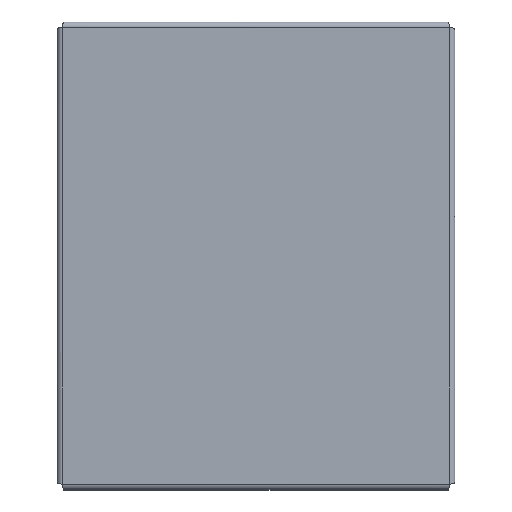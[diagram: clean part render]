
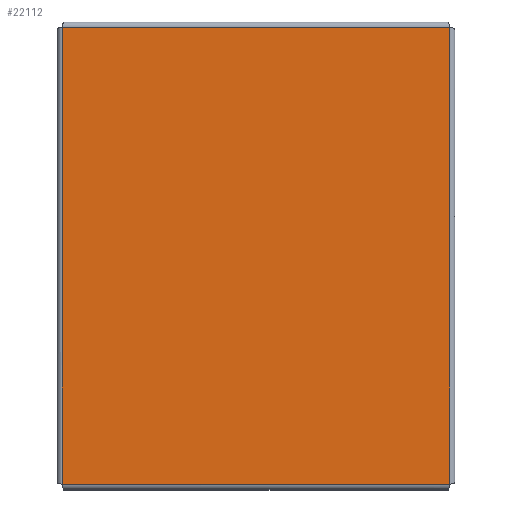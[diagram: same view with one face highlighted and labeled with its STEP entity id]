
A CAD part, top view. The second image highlights one B-rep face of the part: STEP entity #22112.
In plain terms, the highlighted planar face has unit normal (0, 0, 1).
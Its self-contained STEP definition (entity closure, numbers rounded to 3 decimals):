
#1253 = DIRECTION ( 'NONE',  ( -1., 0., 0. ) ) ;
#2209 = EDGE_CURVE ( 'NONE', #17630, #5172, #3229, .T. ) ;
#2527 = VECTOR ( 'NONE', #15184, 1000. ) ;
#3229 = LINE ( 'NONE', #11419, #11950 ) ;
#4386 = LINE ( 'NONE', #10677, #6137 ) ;
#4936 = ORIENTED_EDGE ( 'NONE', *, *, #7597, .T. ) ;
#5172 = VERTEX_POINT ( 'NONE', #20709 ) ;
#5287 = AXIS2_PLACEMENT_3D ( 'NONE', #18067, #12029, #18357 ) ;
#5508 = VERTEX_POINT ( 'NONE', #21070 ) ;
#5902 = ORIENTED_EDGE ( 'NONE', *, *, #16531, .T. ) ;
#6137 = VECTOR ( 'NONE', #19073, 1000. ) ;
#6681 = ORIENTED_EDGE ( 'NONE', *, *, #25018, .T. ) ;
#7551 = ORIENTED_EDGE ( 'NONE', *, *, #2209, .T. ) ;
#7597 = EDGE_CURVE ( 'NONE', #5508, #17630, #23642, .T. ) ;
#9230 = DIRECTION ( 'NONE',  ( 1., 0., 0. ) ) ;
#10677 = CARTESIAN_POINT ( 'NONE',  ( 7.79, -9.19, 0. ) ) ;
#11419 = CARTESIAN_POINT ( 'NONE',  ( -7.79, -9.19, 0. ) ) ;
#11950 = VECTOR ( 'NONE', #9230, 1000. ) ;
#12029 = DIRECTION ( 'NONE',  ( 0., 0., 1. ) ) ;
#13414 = VERTEX_POINT ( 'NONE', #21038 ) ;
#15184 = DIRECTION ( 'NONE',  ( 0., -1., 0. ) ) ;
#15193 = VECTOR ( 'NONE', #1253, 1000. ) ;
#16531 = EDGE_CURVE ( 'NONE', #5172, #13414, #4386, .T. ) ;
#17630 = VERTEX_POINT ( 'NONE', #24254 ) ;
#18067 = CARTESIAN_POINT ( 'NONE',  ( 0., 0., 0. ) ) ;
#18357 = DIRECTION ( 'NONE',  ( 1., 0., 0. ) ) ;
#18377 = LINE ( 'NONE', #26885, #15193 ) ;
#19073 = DIRECTION ( 'NONE',  ( 0., 1., 0. ) ) ;
#20140 = FACE_OUTER_BOUND ( 'NONE', #21050, .T. ) ;
#20709 = CARTESIAN_POINT ( 'NONE',  ( 7.79, -9.19, 0. ) ) ;
#21038 = CARTESIAN_POINT ( 'NONE',  ( 7.79, 9.19, 0. ) ) ;
#21050 = EDGE_LOOP ( 'NONE', ( #5902, #6681, #4936, #7551 ) ) ;
#21070 = CARTESIAN_POINT ( 'NONE',  ( -7.79, 9.19, 0. ) ) ;
#21090 = CARTESIAN_POINT ( 'NONE',  ( -7.79, 9.19, 0. ) ) ;
#22112 = ADVANCED_FACE ( 'NONE', ( #20140 ), #22856, .T. ) ;
#22856 = PLANE ( 'NONE',  #5287 ) ;
#23642 = LINE ( 'NONE', #21090, #2527 ) ;
#24254 = CARTESIAN_POINT ( 'NONE',  ( -7.79, -9.19, 0. ) ) ;
#25018 = EDGE_CURVE ( 'NONE', #13414, #5508, #18377, .T. ) ;
#26885 = CARTESIAN_POINT ( 'NONE',  ( 7.79, 9.19, 0. ) ) ;
